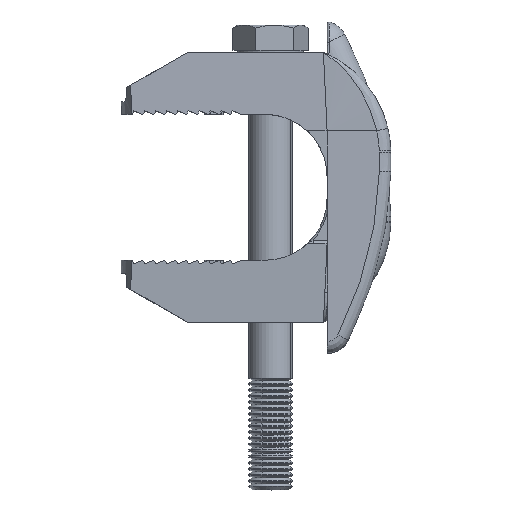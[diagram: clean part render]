
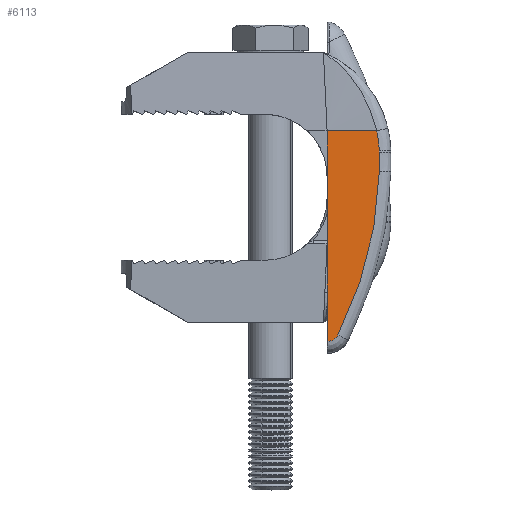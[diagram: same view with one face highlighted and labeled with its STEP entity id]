
A CAD part, top view. The second image highlights one B-rep face of the part: STEP entity #6113.
In plain terms, the highlighted planar face has unit normal (0.029, 0, 1).
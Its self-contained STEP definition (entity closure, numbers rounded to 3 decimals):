
#1759 = EDGE_CURVE ( 'NONE', #1842, #6116, #7584, .T. ) ;
#1838 = EDGE_CURVE ( 'NONE', #6121, #1839, #7814, .T. ) ;
#1839 = VERTEX_POINT ( 'NONE', #7823 ) ;
#1840 = ORIENTED_EDGE ( 'NONE', *, *, #1841, .T. ) ;
#1841 = EDGE_CURVE ( 'NONE', #1839, #1842, #7809, .T. ) ;
#1842 = VERTEX_POINT ( 'NONE', #7808 ) ;
#1843 = ORIENTED_EDGE ( 'NONE', *, *, #1759, .T. ) ;
#5997 = VERTEX_POINT ( 'NONE', #19850 ) ;
#6002 = VERTEX_POINT ( 'NONE', #19849 ) ;
#6066 = EDGE_CURVE ( 'NONE', #6002, #5997, #19976, .T. ) ;
#6113 = ADVANCED_FACE ( 'NONE', ( #20130 ), #20126, .T. ) ;
#6114 = EDGE_LOOP ( 'NONE', ( #6117, #6197, #6201, #6199, #6196, #7428, #1840, #1843 ) ) ;
#6115 = EDGE_CURVE ( 'NONE', #6116, #6128, #20120, .T. ) ;
#6116 = VERTEX_POINT ( 'NONE', #20119 ) ;
#6117 = ORIENTED_EDGE ( 'NONE', *, *, #6115, .T. ) ;
#6121 = VERTEX_POINT ( 'NONE', #20169 ) ;
#6128 = VERTEX_POINT ( 'NONE', #20161 ) ;
#6129 = EDGE_CURVE ( 'NONE', #6121, #6198, #20160, .T. ) ;
#6196 = ORIENTED_EDGE ( 'NONE', *, *, #6129, .F. ) ;
#6197 = ORIENTED_EDGE ( 'NONE', *, *, #6202, .T. ) ;
#6198 = VERTEX_POINT ( 'NONE', #20378 ) ;
#6199 = ORIENTED_EDGE ( 'NONE', *, *, #6200, .F. ) ;
#6200 = EDGE_CURVE ( 'NONE', #6198, #6002, #20377, .T. ) ;
#6201 = ORIENTED_EDGE ( 'NONE', *, *, #6066, .F. ) ;
#6202 = EDGE_CURVE ( 'NONE', #6128, #5997, #20373, .T. ) ;
#7428 = ORIENTED_EDGE ( 'NONE', *, *, #1838, .T. ) ;
#7584 = B_SPLINE_CURVE_WITH_KNOTS ( 'NONE', 3,
 ( #7625, #7624, #7623, #7622 ),
 .UNSPECIFIED., .F., .F.,
 ( 4, 4 ),
 ( 0., 0.985 ),
 .UNSPECIFIED. ) ;
#7622 = CARTESIAN_POINT ( 'NONE',  ( 29.844, -5.887, 14.59 ) ) ;
#7623 = CARTESIAN_POINT ( 'NONE',  ( 29.843, -7.642, 14.59 ) ) ;
#7624 = CARTESIAN_POINT ( 'NONE',  ( 29.843, -9.396, 14.59 ) ) ;
#7625 = CARTESIAN_POINT ( 'NONE',  ( 29.842, -11.15, 14.59 ) ) ;
#7799 = CARTESIAN_POINT ( 'NONE',  ( 27.624, -30.43, 14.654 ) ) ;
#7800 = CARTESIAN_POINT ( 'NONE',  ( 25.716, -37.962, 14.708 ) ) ;
#7801 = CARTESIAN_POINT ( 'NONE',  ( 24.554, -41.669, 14.741 ) ) ;
#7802 = CARTESIAN_POINT ( 'NONE',  ( 21.816, -48.957, 14.82 ) ) ;
#7803 = CARTESIAN_POINT ( 'NONE',  ( 20.251, -52.511, 14.864 ) ) ;
#7804 = CARTESIAN_POINT ( 'NONE',  ( 18.49, -55.974, 14.915 ) ) ;
#7808 = CARTESIAN_POINT ( 'NONE',  ( 29.842, -11.15, 14.59 ) ) ;
#7809 = B_SPLINE_CURVE_WITH_KNOTS ( 'NONE', 3,
 ( #7804, #7803, #7802, #7801, #7800, #7799, #7848, #7847, #7846, #7845 ),
 .UNSPECIFIED., .F., .F.,
 ( 4, 2, 2, 2, 4 ),
 ( 0., 0.25, 0.5, 0.75, 1. ),
 .UNSPECIFIED. ) ;
#7810 = CARTESIAN_POINT ( 'NONE',  ( 18.49, -55.974, 14.915 ) ) ;
#7811 = CARTESIAN_POINT ( 'NONE',  ( 17.903, -57.126, 14.931 ) ) ;
#7812 = CARTESIAN_POINT ( 'NONE',  ( 16.792, -57.786, 14.963 ) ) ;
#7813 = CARTESIAN_POINT ( 'NONE',  ( 15.5, -57.749, 15. ) ) ;
#7814 =( BOUNDED_CURVE ( )  B_SPLINE_CURVE ( 3, ( #7813, #7812, #7811, #7810 ),
 .UNSPECIFIED., .F., .T. ) 
 B_SPLINE_CURVE_WITH_KNOTS ( ( 4, 4 ),
 ( 1.542, 2.671 ),
 .UNSPECIFIED. ) 
 CURVE ( )  GEOMETRIC_REPRESENTATION_ITEM ( )  RATIONAL_B_SPLINE_CURVE ( ( 1., 0.897, 0.897, 1. ) ) 
 REPRESENTATION_ITEM ( '' )  );
#7823 = CARTESIAN_POINT ( 'NONE',  ( 18.49, -55.974, 14.915 ) ) ;
#7845 = CARTESIAN_POINT ( 'NONE',  ( 29.842, -11.15, 14.59 ) ) ;
#7846 = CARTESIAN_POINT ( 'NONE',  ( 29.743, -15.035, 14.593 ) ) ;
#7847 = CARTESIAN_POINT ( 'NONE',  ( 29.428, -18.905, 14.602 ) ) ;
#7848 = CARTESIAN_POINT ( 'NONE',  ( 28.366, -26.618, 14.632 ) ) ;
#19849 = CARTESIAN_POINT ( 'NONE',  ( 15.5, 0., 15. ) ) ;
#19850 = CARTESIAN_POINT ( 'NONE',  ( 29.117, 0., 14.611 ) ) ;
#19973 = DIRECTION ( 'NONE',  ( 1., 0., -0.029 ) ) ;
#19974 = VECTOR ( 'NONE', #19973, 1000. ) ;
#19975 = CARTESIAN_POINT ( 'NONE',  ( 33., 0., 14.5 ) ) ;
#19976 = LINE ( 'NONE', #19975, #19974 ) ;
#20115 = CARTESIAN_POINT ( 'NONE',  ( 29.831, -5.43, 14.591 ) ) ;
#20116 = CARTESIAN_POINT ( 'NONE',  ( 29.836, -5.582, 14.59 ) ) ;
#20117 = CARTESIAN_POINT ( 'NONE',  ( 29.84, -5.735, 14.59 ) ) ;
#20118 = CARTESIAN_POINT ( 'NONE',  ( 29.844, -5.887, 14.59 ) ) ;
#20119 = CARTESIAN_POINT ( 'NONE',  ( 29.844, -5.887, 14.59 ) ) ;
#20120 = B_SPLINE_CURVE_WITH_KNOTS ( 'NONE', 3,
 ( #20118, #20117, #20116, #20115 ),
 .UNSPECIFIED., .F., .F.,
 ( 4, 4 ),
 ( 0., 1. ),
 .UNSPECIFIED. ) ;
#20122 = DIRECTION ( 'NONE',  ( 1., 0., -0.029 ) ) ;
#20123 = DIRECTION ( 'NONE',  ( 0.029, 0., 1. ) ) ;
#20124 = AXIS2_PLACEMENT_3D ( 'NONE', #20125, #20123, #20122 ) ;
#20125 = CARTESIAN_POINT ( 'NONE',  ( 33., -61., 14.5 ) ) ;
#20126 = PLANE ( 'NONE',  #20124 ) ;
#20130 = FACE_OUTER_BOUND ( 'NONE', #6114, .T. ) ;
#20157 = DIRECTION ( 'NONE',  ( 0., 1., 0. ) ) ;
#20158 = VECTOR ( 'NONE', #20157, 1000. ) ;
#20159 = CARTESIAN_POINT ( 'NONE',  ( 15.5, -61., 15. ) ) ;
#20160 = LINE ( 'NONE', #20159, #20158 ) ;
#20161 = CARTESIAN_POINT ( 'NONE',  ( 29.831, -5.43, 14.591 ) ) ;
#20169 = CARTESIAN_POINT ( 'NONE',  ( 15.5, -57.749, 15. ) ) ;
#20369 = CARTESIAN_POINT ( 'NONE',  ( 29.117, 0., 14.611 ) ) ;
#20370 = CARTESIAN_POINT ( 'NONE',  ( 29.538, -1.786, 14.599 ) ) ;
#20371 = CARTESIAN_POINT ( 'NONE',  ( 29.778, -3.595, 14.592 ) ) ;
#20372 = CARTESIAN_POINT ( 'NONE',  ( 29.831, -5.43, 14.591 ) ) ;
#20373 = B_SPLINE_CURVE_WITH_KNOTS ( 'NONE', 3,
 ( #20372, #20371, #20370, #20369 ),
 .UNSPECIFIED., .F., .F.,
 ( 4, 4 ),
 ( 0., 1. ),
 .UNSPECIFIED. ) ;
#20374 = DIRECTION ( 'NONE',  ( 0., 1., 0. ) ) ;
#20375 = VECTOR ( 'NONE', #20374, 1000. ) ;
#20376 = CARTESIAN_POINT ( 'NONE',  ( 15.5, -61., 15. ) ) ;
#20377 = LINE ( 'NONE', #20376, #20375 ) ;
#20378 = CARTESIAN_POINT ( 'NONE',  ( 15.5, -12.5, 15. ) ) ;
